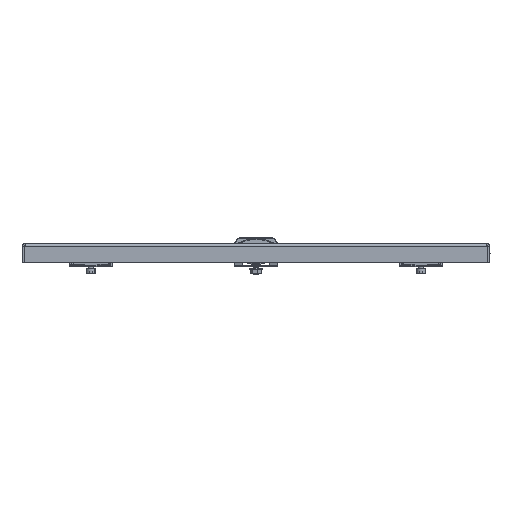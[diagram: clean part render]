
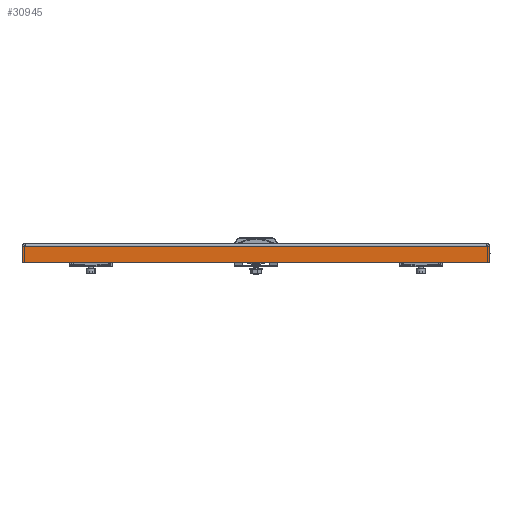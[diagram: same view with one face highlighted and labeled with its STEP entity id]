
A CAD part, left-side view. The second image highlights one B-rep face of the part: STEP entity #30945.
In plain terms, the highlighted planar face has unit normal (-1, 0, 0).
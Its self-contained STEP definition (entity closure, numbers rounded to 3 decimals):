
#275 = EDGE_LOOP ( 'NONE', ( #34147, #34148, #34149, #34150, #34151, #34152 ) ) ;
#894 = FACE_OUTER_BOUND ( 'NONE', #275, .T. ) ;
#10912 = CARTESIAN_POINT ( 'NONE',  ( -297., -247.5, -3. ) ) ;
#10913 = CARTESIAN_POINT ( 'NONE',  ( -297., 0., -20. ) ) ;
#10914 = DIRECTION ( 'NONE',  ( 0., -1., 0. ) ) ;
#10919 = DIRECTION ( 'NONE',  ( 0., -1., 0. ) ) ;
#10920 = CARTESIAN_POINT ( 'NONE',  ( -297., 247.5, 0. ) ) ;
#10924 = CARTESIAN_POINT ( 'NONE',  ( -297., -247.5, 0. ) ) ;
#10925 = DIRECTION ( 'NONE',  ( 0., 0., 1. ) ) ;
#10929 = CARTESIAN_POINT ( 'NONE',  ( -297., -247.5, -3. ) ) ;
#10932 = DIRECTION ( 'NONE',  ( 0., 0., -1. ) ) ;
#10937 = DIRECTION ( 'NONE',  ( 0., -1., 0. ) ) ;
#10938 = CARTESIAN_POINT ( 'NONE',  ( -297., -247.5, -3. ) ) ;
#10939 = DIRECTION ( 'NONE',  ( 0., -1., 0. ) ) ;
#11241 = LINE ( 'NONE', #10912, #11246 ) ;
#11246 = VECTOR ( 'NONE', #10914, 1000. ) ;
#11248 = LINE ( 'NONE', #10913, #11256 ) ;
#11256 = VECTOR ( 'NONE', #10919, 1000. ) ;
#11262 = LINE ( 'NONE', #10924, #11268 ) ;
#11268 = VECTOR ( 'NONE', #10925, 1000. ) ;
#11273 = LINE ( 'NONE', #10920, #11283 ) ;
#11277 = LINE ( 'NONE', #10929, #11293 ) ;
#11283 = VECTOR ( 'NONE', #10932, 1000. ) ;
#11292 = LINE ( 'NONE', #10938, #11297 ) ;
#11293 = VECTOR ( 'NONE', #10937, 1000. ) ;
#11297 = VECTOR ( 'NONE', #10939, 1000. ) ;
#12288 = AXIS2_PLACEMENT_3D ( 'NONE', #12335, #12352, #12354 ) ;
#12335 = CARTESIAN_POINT ( 'NONE',  ( -297., 0., 0. ) ) ;
#12349 = PLANE ( 'NONE',  #12288 ) ;
#12352 = DIRECTION ( 'NONE',  ( 1., 0., 0. ) ) ;
#12354 = DIRECTION ( 'NONE',  ( 0., 0., -1. ) ) ;
#18239 = CARTESIAN_POINT ( 'NONE',  ( -297., 247.5, -3. ) ) ;
#18241 = CARTESIAN_POINT ( 'NONE',  ( -297., 247.5, -20. ) ) ;
#18245 = CARTESIAN_POINT ( 'NONE',  ( -297., -247.5, -3. ) ) ;
#18329 = CARTESIAN_POINT ( 'NONE',  ( -297., -247.5, -20. ) ) ;
#18363 = CARTESIAN_POINT ( 'NONE',  ( -297., -244.5, -3. ) ) ;
#18365 = CARTESIAN_POINT ( 'NONE',  ( -297., 244.5, -3. ) ) ;
#21533 = VERTEX_POINT ( 'NONE', #18239 ) ;
#21534 = VERTEX_POINT ( 'NONE', #18241 ) ;
#21536 = VERTEX_POINT ( 'NONE', #18245 ) ;
#21578 = VERTEX_POINT ( 'NONE', #18329 ) ;
#21595 = VERTEX_POINT ( 'NONE', #18363 ) ;
#21596 = VERTEX_POINT ( 'NONE', #18365 ) ;
#30945 = ADVANCED_FACE ( 'NONE', ( #894 ), #12349, .F. ) ;
#32935 = EDGE_CURVE ( 'NONE', #21596, #21595, #11241, .T. ) ;
#32938 = EDGE_CURVE ( 'NONE', #21534, #21578, #11248, .T. ) ;
#32941 = EDGE_CURVE ( 'NONE', #21578, #21536, #11262, .T. ) ;
#32945 = EDGE_CURVE ( 'NONE', #21533, #21534, #11273, .T. ) ;
#32948 = EDGE_CURVE ( 'NONE', #21595, #21536, #11277, .T. ) ;
#32949 = EDGE_CURVE ( 'NONE', #21533, #21596, #11292, .T. ) ;
#34147 = ORIENTED_EDGE ( 'NONE', *, *, #32949, .F. ) ;
#34148 = ORIENTED_EDGE ( 'NONE', *, *, #32945, .T. ) ;
#34149 = ORIENTED_EDGE ( 'NONE', *, *, #32938, .T. ) ;
#34150 = ORIENTED_EDGE ( 'NONE', *, *, #32941, .T. ) ;
#34151 = ORIENTED_EDGE ( 'NONE', *, *, #32948, .F. ) ;
#34152 = ORIENTED_EDGE ( 'NONE', *, *, #32935, .F. ) ;
